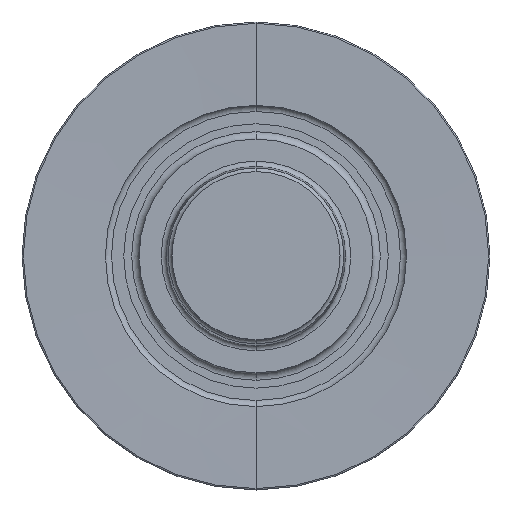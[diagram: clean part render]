
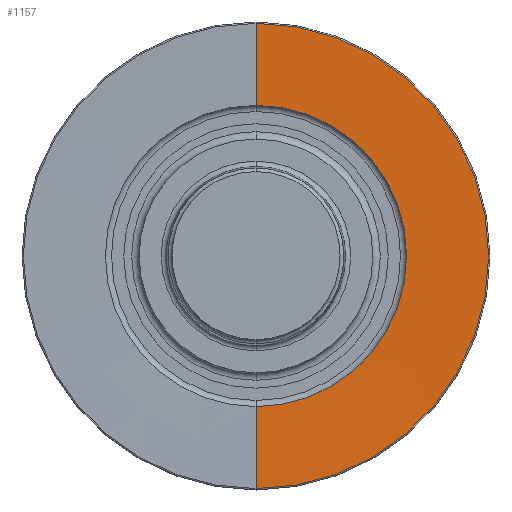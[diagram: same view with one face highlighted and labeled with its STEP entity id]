
A CAD part, top view. The second image highlights one B-rep face of the part: STEP entity #1157.
In plain terms, the highlighted conical face has half-angle 89.025 degrees and reference radius 7.247 mm.
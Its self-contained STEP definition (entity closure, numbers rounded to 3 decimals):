
#883=DIRECTION('',(0.,1.,-0.017));
#884=VECTOR('',#883,3.104);
#885=CARTESIAN_POINT('',(0.,5.696,0.696));
#886=LINE('',#885,#884);
#890=DIRECTION('',(0.,-1.,-0.017));
#891=VECTOR('',#890,3.104);
#892=CARTESIAN_POINT('',(0.,-5.696,0.696));
#893=LINE('',#892,#891);
#897=CARTESIAN_POINT('',(0.,0.,0.696));
#898=DIRECTION('',(0.,0.,1.));
#899=DIRECTION('',(0.,1.,0.));
#900=AXIS2_PLACEMENT_3D('',#897,#898,#899);
#937=CARTESIAN_POINT('',(0.,0.,0.643));
#938=DIRECTION('',(0.,0.,1.));
#939=DIRECTION('',(0.,1.,0.));
#940=AXIS2_PLACEMENT_3D('',#937,#938,#939);
#1042=CARTESIAN_POINT('',(0.,5.696,0.696));
#1044=VERTEX_POINT('',#1042);
#1045=CARTESIAN_POINT('',(0.,8.799,0.643));
#1046=VERTEX_POINT('',#1045);
#1058=CARTESIAN_POINT('',(0.,-5.696,0.696));
#1060=VERTEX_POINT('',#1058);
#1061=CARTESIAN_POINT('',(0.,-8.799,0.643));
#1062=VERTEX_POINT('',#1061);
#1143=CARTESIAN_POINT('',(0.,0.,0.669));
#1144=DIRECTION('',(0.,0.,-1.));
#1145=DIRECTION('',(0.,-1.,0.));
#1146=AXIS2_PLACEMENT_3D('',#1143,#1144,#1145);
#1147=CONICAL_SURFACE('',#1146,7.247,89.025);
#1149=ORIENTED_EDGE('',*,*,#1148,.T.);
#1151=ORIENTED_EDGE('',*,*,#1150,.T.);
#1153=ORIENTED_EDGE('',*,*,#1152,.F.);
#1154=ORIENTED_EDGE('',*,*,#1136,.F.);
#1155=EDGE_LOOP('',(#1149,#1151,#1153,#1154));
#1156=FACE_OUTER_BOUND('',#1155,.F.);
#1157=ADVANCED_FACE('',(#1156),#1147,.F.);
#901=CIRCLE('',#900,5.696);
#941=CIRCLE('',#940,8.799);
#1136=EDGE_CURVE('',#1044,#1060,#901,.T.);
#1148=EDGE_CURVE('',#1044,#1046,#886,.T.);
#1150=EDGE_CURVE('',#1046,#1062,#941,.T.);
#1152=EDGE_CURVE('',#1060,#1062,#893,.T.);
